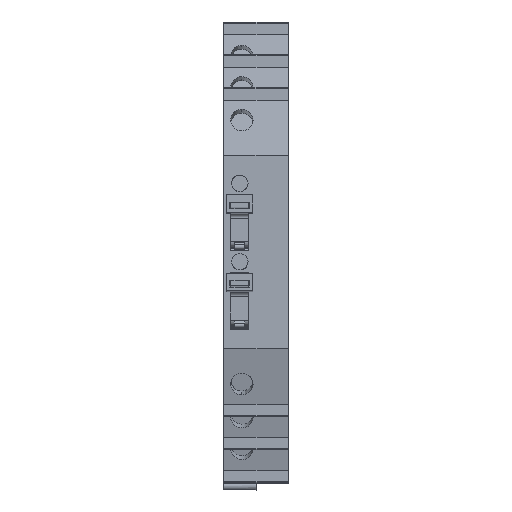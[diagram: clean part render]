
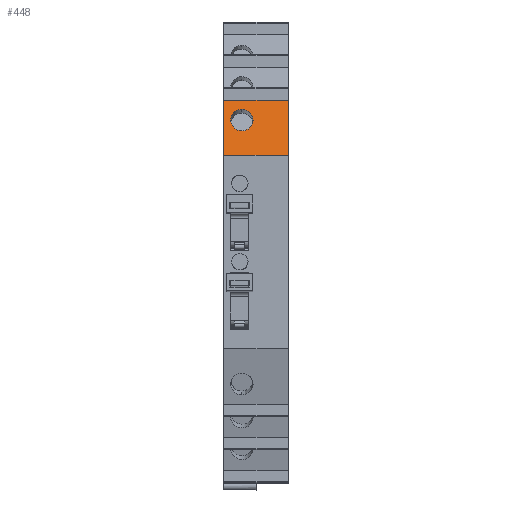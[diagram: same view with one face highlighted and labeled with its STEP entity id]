
A CAD part, top view. The second image highlights one B-rep face of the part: STEP entity #448.
In plain terms, the highlighted planar face has unit normal (0, 0.242, 0.97).
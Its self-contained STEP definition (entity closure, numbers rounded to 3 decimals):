
#323=AXIS2_PLACEMENT_3D('Plane Axis2P3D',#320,#321,#322) ;
#37=CARTESIAN_POINT('Line Origine',(6.1,62.888,79.34)) ;
#41=CARTESIAN_POINT('Vertex',(0.,62.888,79.34)) ;
#43=CARTESIAN_POINT('Vertex',(12.2,62.888,79.34)) ;
#320=CARTESIAN_POINT('Axis2P3D Location',(0.,62.888,79.34)) ;
#325=CARTESIAN_POINT('Line Origine',(6.1,73.332,76.736)) ;
#329=CARTESIAN_POINT('Vertex',(0.,73.332,76.736)) ;
#331=CARTESIAN_POINT('Vertex',(12.2,73.332,76.736)) ;
#334=CARTESIAN_POINT('Line Origine',(0.,68.11,78.038)) ;
#339=CARTESIAN_POINT('Line Origine',(12.2,68.11,78.038)) ;
#351=CARTESIAN_POINT('Control Point',(4.645,71.225,77.261)) ;
#352=CARTESIAN_POINT('Control Point',(4.478,71.338,77.233)) ;
#353=CARTESIAN_POINT('Control Point',(4.297,71.43,77.21)) ;
#354=CARTESIAN_POINT('Control Point',(4.105,71.501,77.193)) ;
#355=CARTESIAN_POINT('Control Point',(3.856,71.561,77.178)) ;
#356=CARTESIAN_POINT('Control Point',(3.603,71.583,77.172)) ;
#357=CARTESIAN_POINT('Control Point',(3.552,71.586,77.171)) ;
#358=CARTESIAN_POINT('Control Point',(3.501,71.587,77.171)) ;
#359=CARTESIAN_POINT('Control Point',(3.45,71.587,77.171)) ;
#360=CARTESIAN_POINT('Vertex',(4.645,71.225,77.261)) ;
#362=CARTESIAN_POINT('Vertex',(3.45,71.587,77.171)) ;
#366=CARTESIAN_POINT('Control Point',(5.55,69.55,77.679)) ;
#367=CARTESIAN_POINT('Control Point',(5.55,69.757,77.628)) ;
#368=CARTESIAN_POINT('Control Point',(5.523,69.963,77.576)) ;
#369=CARTESIAN_POINT('Control Point',(5.469,70.165,77.526)) ;
#370=CARTESIAN_POINT('Control Point',(5.317,70.533,77.434)) ;
#371=CARTESIAN_POINT('Control Point',(5.08,70.855,77.354)) ;
#372=CARTESIAN_POINT('Control Point',(4.949,70.995,77.319)) ;
#373=CARTESIAN_POINT('Control Point',(4.803,71.119,77.288)) ;
#374=CARTESIAN_POINT('Control Point',(4.645,71.225,77.261)) ;
#375=CARTESIAN_POINT('Vertex',(5.55,69.55,77.679)) ;
#379=CARTESIAN_POINT('Control Point',(4.645,67.874,78.097)) ;
#380=CARTESIAN_POINT('Control Point',(4.82,67.992,78.067)) ;
#381=CARTESIAN_POINT('Control Point',(4.98,68.131,78.033)) ;
#382=CARTESIAN_POINT('Control Point',(5.121,68.289,77.993)) ;
#383=CARTESIAN_POINT('Control Point',(5.346,68.62,77.911)) ;
#384=CARTESIAN_POINT('Control Point',(5.484,68.993,77.818)) ;
#385=CARTESIAN_POINT('Control Point',(5.528,69.176,77.772)) ;
#386=CARTESIAN_POINT('Control Point',(5.55,69.363,77.726)) ;
#387=CARTESIAN_POINT('Control Point',(5.55,69.55,77.679)) ;
#388=CARTESIAN_POINT('Vertex',(4.645,67.874,78.097)) ;
#392=CARTESIAN_POINT('Control Point',(3.45,67.512,78.187)) ;
#393=CARTESIAN_POINT('Control Point',(3.653,67.512,78.187)) ;
#394=CARTESIAN_POINT('Control Point',(3.857,67.536,78.181)) ;
#395=CARTESIAN_POINT('Control Point',(4.056,67.584,78.169)) ;
#396=CARTESIAN_POINT('Control Point',(4.296,67.672,78.147)) ;
#397=CARTESIAN_POINT('Control Point',(4.517,67.794,78.117)) ;
#398=CARTESIAN_POINT('Control Point',(4.561,67.82,78.111)) ;
#399=CARTESIAN_POINT('Control Point',(4.603,67.846,78.104)) ;
#400=CARTESIAN_POINT('Control Point',(4.645,67.874,78.097)) ;
#401=CARTESIAN_POINT('Vertex',(3.45,67.512,78.187)) ;
#405=CARTESIAN_POINT('Control Point',(1.35,69.55,77.679)) ;
#406=CARTESIAN_POINT('Control Point',(1.35,69.343,77.731)) ;
#407=CARTESIAN_POINT('Control Point',(1.377,69.137,77.782)) ;
#408=CARTESIAN_POINT('Control Point',(1.431,68.934,77.833)) ;
#409=CARTESIAN_POINT('Control Point',(1.591,68.548,77.929)) ;
#410=CARTESIAN_POINT('Control Point',(1.845,68.212,78.013)) ;
#411=CARTESIAN_POINT('Control Point',(1.993,68.06,78.05)) ;
#412=CARTESIAN_POINT('Control Point',(2.326,67.798,78.116)) ;
#413=CARTESIAN_POINT('Control Point',(2.716,67.624,78.159)) ;
#414=CARTESIAN_POINT('Control Point',(2.922,67.561,78.175)) ;
#415=CARTESIAN_POINT('Control Point',(3.154,67.521,78.185)) ;
#416=CARTESIAN_POINT('Control Point',(3.388,67.513,78.187)) ;
#417=CARTESIAN_POINT('Control Point',(3.408,67.512,78.187)) ;
#418=CARTESIAN_POINT('Control Point',(3.429,67.512,78.187)) ;
#419=CARTESIAN_POINT('Control Point',(3.45,67.512,78.187)) ;
#420=CARTESIAN_POINT('Vertex',(1.35,69.55,77.679)) ;
#424=CARTESIAN_POINT('Control Point',(3.45,71.587,77.171)) ;
#425=CARTESIAN_POINT('Control Point',(3.237,71.587,77.171)) ;
#426=CARTESIAN_POINT('Control Point',(3.024,71.561,77.178)) ;
#427=CARTESIAN_POINT('Control Point',(2.816,71.509,77.191)) ;
#428=CARTESIAN_POINT('Control Point',(2.417,71.354,77.229)) ;
#429=CARTESIAN_POINT('Control Point',(2.071,71.107,77.291)) ;
#430=CARTESIAN_POINT('Control Point',(1.915,70.963,77.327)) ;
#431=CARTESIAN_POINT('Control Point',(1.644,70.64,77.407)) ;
#432=CARTESIAN_POINT('Control Point',(1.465,70.262,77.502)) ;
#433=CARTESIAN_POINT('Control Point',(1.401,70.062,77.551)) ;
#434=CARTESIAN_POINT('Control Point',(1.359,69.837,77.607)) ;
#435=CARTESIAN_POINT('Control Point',(1.351,69.61,77.664)) ;
#436=CARTESIAN_POINT('Control Point',(1.35,69.59,77.669)) ;
#437=CARTESIAN_POINT('Control Point',(1.35,69.57,77.674)) ;
#438=CARTESIAN_POINT('Control Point',(1.35,69.55,77.679)) ;
#38=DIRECTION('Vector Direction',(1.,0.,0.)) ;
#321=DIRECTION('Axis2P3D Direction',(0.,-0.242,-0.97)) ;
#322=DIRECTION('Axis2P3D XDirection',(0.,0.97,-0.242)) ;
#326=DIRECTION('Vector Direction',(1.,0.,0.)) ;
#335=DIRECTION('Vector Direction',(0.,0.97,-0.242)) ;
#340=DIRECTION('Vector Direction',(0.,-0.97,0.242)) ;
#39=VECTOR('Line Direction',#38,1.) ;
#327=VECTOR('Line Direction',#326,1.) ;
#336=VECTOR('Line Direction',#335,1.) ;
#341=VECTOR('Line Direction',#340,1.) ;
#345=ORIENTED_EDGE('',*,*,#333,.F.) ;
#346=ORIENTED_EDGE('',*,*,#338,.F.) ;
#347=ORIENTED_EDGE('',*,*,#45,.T.) ;
#348=ORIENTED_EDGE('',*,*,#343,.F.) ;
#441=ORIENTED_EDGE('',*,*,#364,.F.) ;
#442=ORIENTED_EDGE('',*,*,#377,.F.) ;
#443=ORIENTED_EDGE('',*,*,#390,.F.) ;
#444=ORIENTED_EDGE('',*,*,#403,.F.) ;
#445=ORIENTED_EDGE('',*,*,#422,.F.) ;
#446=ORIENTED_EDGE('',*,*,#439,.F.) ;
#447=FACE_BOUND('',#440,.T.) ;
#448=ADVANCED_FACE('GEHAUSE',(#349,#447),#324,.F.) ;
#350=B_SPLINE_CURVE_WITH_KNOTS('',5,(#351,#352,#353,#354,#355,#356,#357,#358,#359),.UNSPECIFIED.,.F.,.U.,(6,3,6),(0.,1.439,1.798),.UNSPECIFIED.) ;
#365=B_SPLINE_CURVE_WITH_KNOTS('',5,(#366,#367,#368,#369,#370,#371,#372,#373,#374),.UNSPECIFIED.,.F.,.U.,(6,3,6),(0.,1.506,2.867),.UNSPECIFIED.) ;
#378=B_SPLINE_CURVE_WITH_KNOTS('',5,(#379,#380,#381,#382,#383,#384,#385,#386,#387),.UNSPECIFIED.,.F.,.U.,(6,3,6),(0.,1.506,2.867),.UNSPECIFIED.) ;
#391=B_SPLINE_CURVE_WITH_KNOTS('',5,(#392,#393,#394,#395,#396,#397,#398,#399,#400),.UNSPECIFIED.,.F.,.U.,(6,3,6),(0.,1.439,1.798),.UNSPECIFIED.) ;
#404=B_SPLINE_CURVE_WITH_KNOTS('',5,(#405,#406,#407,#408,#409,#410,#411,#412,#413,#414,#415,#416,#417,#418,#419),.UNSPECIFIED.,.F.,.U.,(6,3,3,3,6),(0.,1.506,3.012,4.518,4.665),.UNSPECIFIED.) ;
#423=B_SPLINE_CURVE_WITH_KNOTS('',5,(#424,#425,#426,#427,#428,#429,#430,#431,#432,#433,#434,#435,#436,#437,#438),.UNSPECIFIED.,.F.,.U.,(6,3,3,3,6),(0.,1.506,3.012,4.518,4.665),.UNSPECIFIED.) ;
#45=EDGE_CURVE('',#42,#44,#40,.T.) ;
#333=EDGE_CURVE('',#330,#332,#328,.T.) ;
#338=EDGE_CURVE('',#42,#330,#337,.T.) ;
#343=EDGE_CURVE('',#332,#44,#342,.T.) ;
#364=EDGE_CURVE('',#361,#363,#350,.T.) ;
#377=EDGE_CURVE('',#376,#361,#365,.T.) ;
#390=EDGE_CURVE('',#389,#376,#378,.T.) ;
#403=EDGE_CURVE('',#402,#389,#391,.T.) ;
#422=EDGE_CURVE('',#421,#402,#404,.T.) ;
#439=EDGE_CURVE('',#363,#421,#423,.T.) ;
#344=EDGE_LOOP('',(#345,#346,#347,#348)) ;
#440=EDGE_LOOP('',(#441,#442,#443,#444,#445,#446)) ;
#349=FACE_OUTER_BOUND('',#344,.T.) ;
#40=LINE('Line',#37,#39) ;
#328=LINE('Line',#325,#327) ;
#337=LINE('Line',#334,#336) ;
#342=LINE('Line',#339,#341) ;
#324=PLANE('',#323) ;
#42=VERTEX_POINT('',#41) ;
#44=VERTEX_POINT('',#43) ;
#330=VERTEX_POINT('',#329) ;
#332=VERTEX_POINT('',#331) ;
#361=VERTEX_POINT('',#360) ;
#363=VERTEX_POINT('',#362) ;
#376=VERTEX_POINT('',#375) ;
#389=VERTEX_POINT('',#388) ;
#402=VERTEX_POINT('',#401) ;
#421=VERTEX_POINT('',#420) ;
